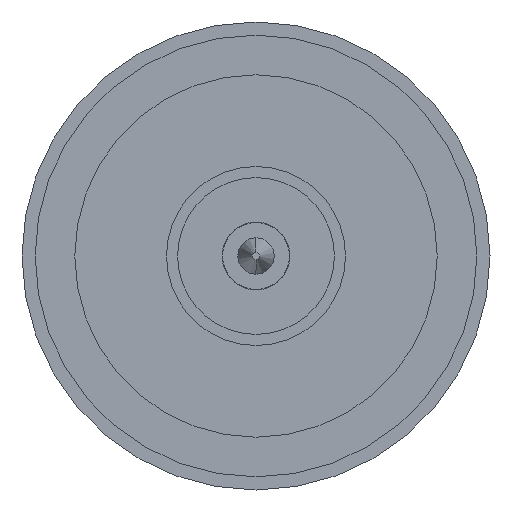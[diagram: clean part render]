
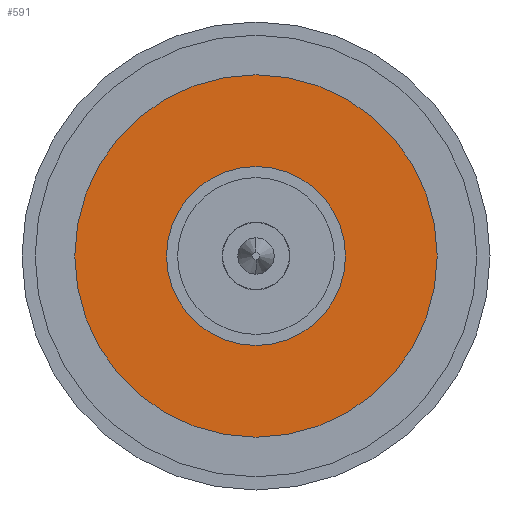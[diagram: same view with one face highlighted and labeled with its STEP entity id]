
A CAD part, front view. The second image highlights one B-rep face of the part: STEP entity #591.
In plain terms, the highlighted planar face has unit normal (0, -1, 0).
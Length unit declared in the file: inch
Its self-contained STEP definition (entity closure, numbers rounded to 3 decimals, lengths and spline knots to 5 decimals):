
#76 = ORIENTED_EDGE ( 'NONE', *, *, #5216, .F. ) ;
#165 = EDGE_LOOP ( 'NONE', ( #1303, #249 ) ) ;
#249 = ORIENTED_EDGE ( 'NONE', *, *, #1229, .T. ) ;
#319 = EDGE_CURVE ( 'NONE', #4557, #5043, #4914, .T. ) ;
#591 = ADVANCED_FACE ( 'NONE', ( #3606, #3233 ), #824, .T. ) ;
#649 = DIRECTION ( 'NONE',  ( 0., 0., -1. ) ) ;
#702 = CARTESIAN_POINT ( 'NONE',  ( 0., 0.393, 0. ) ) ;
#756 = DIRECTION ( 'NONE',  ( 0., -1., 0. ) ) ;
#824 = PLANE ( 'NONE',  #3138 ) ;
#1021 = CIRCLE ( 'NONE', #4406, 0.32 ) ;
#1092 = DIRECTION ( 'NONE',  ( 0., -1., 0. ) ) ;
#1229 = EDGE_CURVE ( 'NONE', #5043, #4557, #1021, .T. ) ;
#1268 = DIRECTION ( 'NONE',  ( 0., -1., 0. ) ) ;
#1303 = ORIENTED_EDGE ( 'NONE', *, *, #319, .T. ) ;
#1544 = ORIENTED_EDGE ( 'NONE', *, *, #3195, .F. ) ;
#1656 = CARTESIAN_POINT ( 'NONE',  ( 0., 0.393, -0.32 ) ) ;
#1806 = CARTESIAN_POINT ( 'NONE',  ( 0., 0.393, 0. ) ) ;
#2156 = CARTESIAN_POINT ( 'NONE',  ( 0., 0.393, 0.158 ) ) ;
#2309 = DIRECTION ( 'NONE',  ( 0., 0., -1. ) ) ;
#2491 = VERTEX_POINT ( 'NONE', #2156 ) ;
#2761 = CARTESIAN_POINT ( 'NONE',  ( 0., 0.393, 0. ) ) ;
#3138 = AXIS2_PLACEMENT_3D ( 'NONE', #3159, #3205, #4473 ) ;
#3159 = CARTESIAN_POINT ( 'NONE',  ( 0., 0.393, 0. ) ) ;
#3188 = DIRECTION ( 'NONE',  ( 0., 0., -1. ) ) ;
#3195 = EDGE_CURVE ( 'NONE', #4956, #2491, #4580, .T. ) ;
#3205 = DIRECTION ( 'NONE',  ( 0., -1., 0. ) ) ;
#3233 = FACE_OUTER_BOUND ( 'NONE', #165, .T. ) ;
#3532 = EDGE_LOOP ( 'NONE', ( #1544, #76 ) ) ;
#3606 = FACE_BOUND ( 'NONE', #3532, .T. ) ;
#3817 = AXIS2_PLACEMENT_3D ( 'NONE', #1806, #1092, #649 ) ;
#4171 = AXIS2_PLACEMENT_3D ( 'NONE', #2761, #756, #3188 ) ;
#4390 = DIRECTION ( 'NONE',  ( 0., 0., -1. ) ) ;
#4406 = AXIS2_PLACEMENT_3D ( 'NONE', #4419, #1268, #4390 ) ;
#4419 = CARTESIAN_POINT ( 'NONE',  ( 0., 0.393, 0. ) ) ;
#4473 = DIRECTION ( 'NONE',  ( 0., 0., -1. ) ) ;
#4485 = AXIS2_PLACEMENT_3D ( 'NONE', #702, #4727, #2309 ) ;
#4557 = VERTEX_POINT ( 'NONE', #1656 ) ;
#4559 = CARTESIAN_POINT ( 'NONE',  ( 0., 0.393, 0.32 ) ) ;
#4580 = CIRCLE ( 'NONE', #3817, 0.158 ) ;
#4686 = CIRCLE ( 'NONE', #4171, 0.158 ) ;
#4727 = DIRECTION ( 'NONE',  ( 0., -1., 0. ) ) ;
#4914 = CIRCLE ( 'NONE', #4485, 0.32 ) ;
#4956 = VERTEX_POINT ( 'NONE', #5133 ) ;
#5043 = VERTEX_POINT ( 'NONE', #4559 ) ;
#5133 = CARTESIAN_POINT ( 'NONE',  ( 0., 0.393, -0.158 ) ) ;
#5216 = EDGE_CURVE ( 'NONE', #2491, #4956, #4686, .T. ) ;
